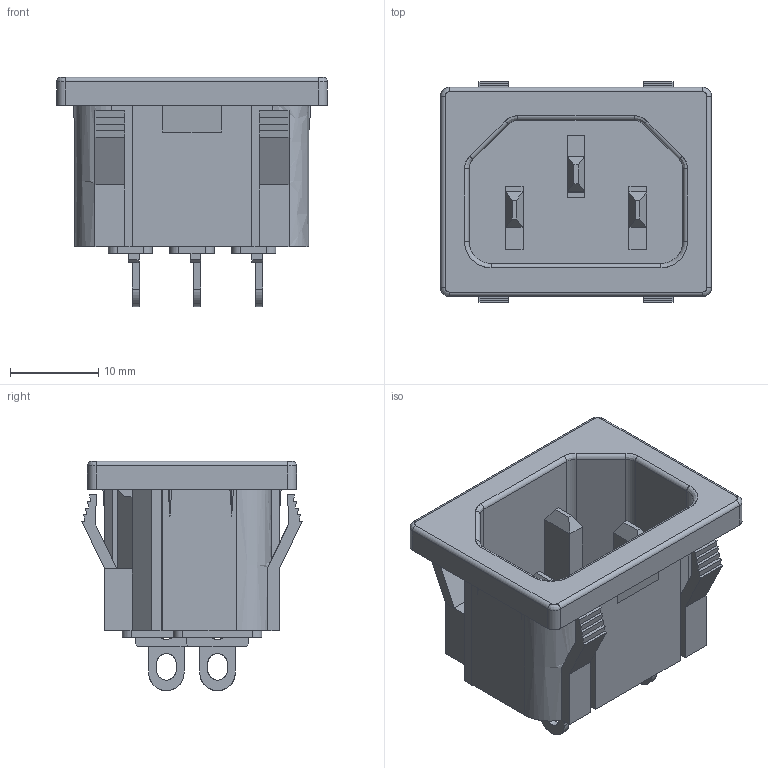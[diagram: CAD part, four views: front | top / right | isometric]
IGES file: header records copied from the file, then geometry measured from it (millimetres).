
Start section: SolidWorks IGES file using analytic representation for surfaces
Global section: file name: 701W-C-4.0.IGS,1; native system: 5HSolidWorks 2010; preprocessor: SolidWorks 2010; author: user; date: 130510.144232; units: millimetre
Bounding box: 30.7 x 25 x 26 mm (x, y, z)
Surface area: 5836.3 mm2 (no closed solid volume)
Topology: 0 solids, 0 shells, 284 faces, 5420 edges, 6980 vertices
Faces by surface type: bspline 235, revolution 49
